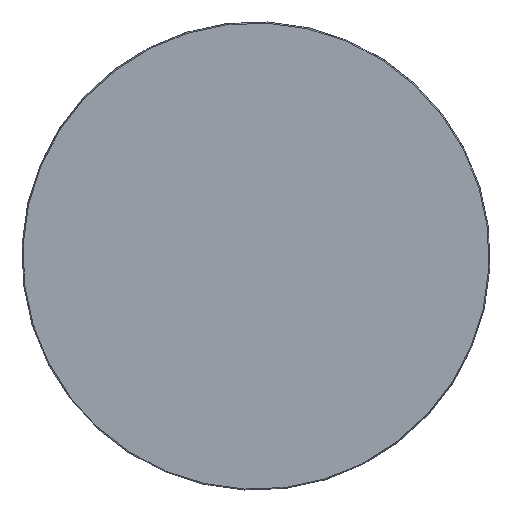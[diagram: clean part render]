
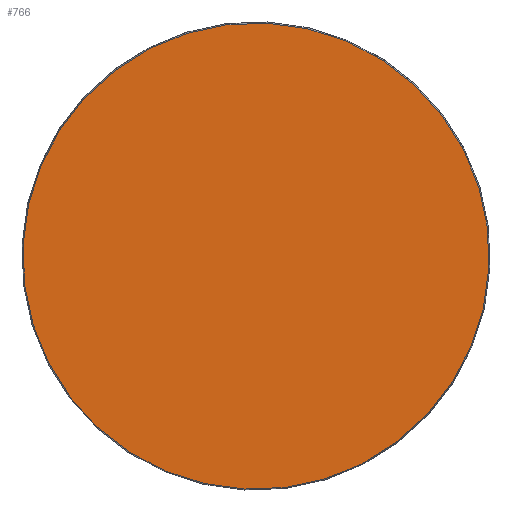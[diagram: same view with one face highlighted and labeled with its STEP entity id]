
A CAD part, front view. The second image highlights one B-rep face of the part: STEP entity #766.
In plain terms, the highlighted planar face has unit normal (0, -1, -0.001).
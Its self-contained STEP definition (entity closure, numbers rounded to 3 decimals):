
#200=FACE_OUTER_BOUND('',#254,.T.);
#254=EDGE_LOOP('',(#638));
#299=CIRCLE('',#868,22.5);
#372=VERTEX_POINT('',#1500);
#465=EDGE_CURVE('',#372,#372,#299,.T.);
#638=ORIENTED_EDGE('',*,*,#465,.T.);
#732=PLANE('',#867);
#766=ADVANCED_FACE('',(#200),#732,.T.);
#867=AXIS2_PLACEMENT_3D('',#1499,#1055,#1056);
#868=AXIS2_PLACEMENT_3D('',#1501,#1057,#1058);
#1055=DIRECTION('center_axis',(0.,-1.,
-0.001));
#1056=DIRECTION('ref_axis',(0.84,0.,-0.542));
#1057=DIRECTION('center_axis',(0.,-1.,
-0.001));
#1058=DIRECTION('ref_axis',(0.542,-0.001,0.84));
#1499=CARTESIAN_POINT('Origin',(6.101,-0.008,9.452));
#1500=CARTESIAN_POINT('',(-12.202,0.015,-18.904));
#1501=CARTESIAN_POINT('Origin',(0.,0.,
0.));
